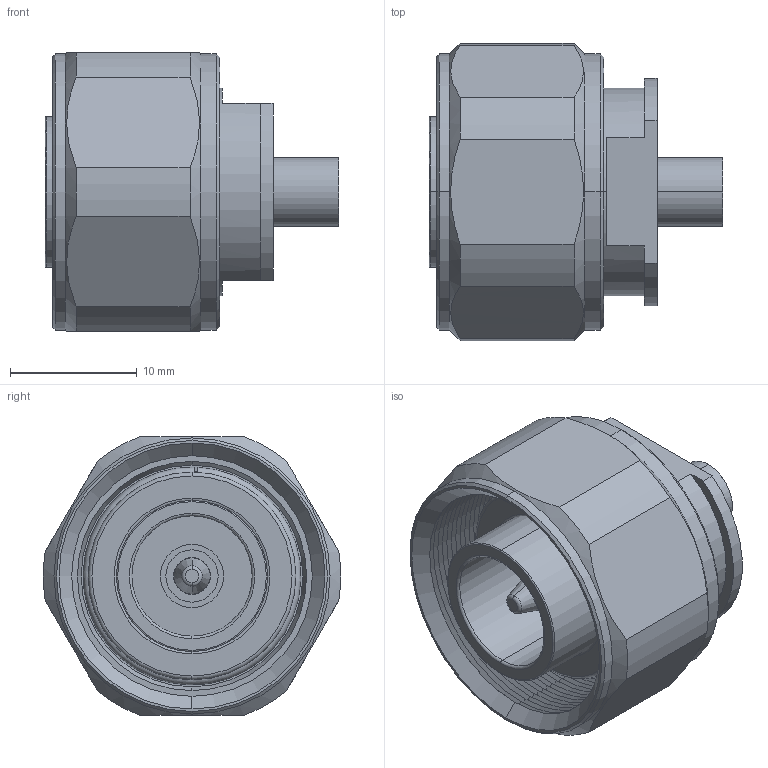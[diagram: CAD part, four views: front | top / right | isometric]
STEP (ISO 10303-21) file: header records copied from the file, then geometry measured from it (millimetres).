
FILE_DESCRIPTION (( 'STEP AP214' ), '1' );
FILE_NAME ('TC-402-4195M-LP-FM.STEP', '2021-03-23T22:33:17', ( '' ), ( '' ), 'SwSTEP 2.0', 'SolidWorks 2020', '' );
FILE_SCHEMA (( 'AUTOMOTIVE_DESIGN' ));
Length unit declared in the file: inch
Products named in the file (1): TC-402-4195M-LP-FM
Bounding box: 23.2 x 23.46 x 22 mm (x, y, z)
Volume: 4211 mm3; surface area: 4987.4 mm2
Topology: 3 solids, 3 shells, 189 faces, 405 edges, 236 vertices
Faces by surface type: cone 78, cylinder 55, plane 34, torus 22
Entity records: 5672 total; most frequent: CARTESIAN_POINT 1389, DIRECTION 986, ORIENTED_EDGE 810, AXIS2_PLACEMENT_3D 415, EDGE_CURVE 405, VERTEX_POINT 236, CIRCLE 225, EDGE_LOOP 209
